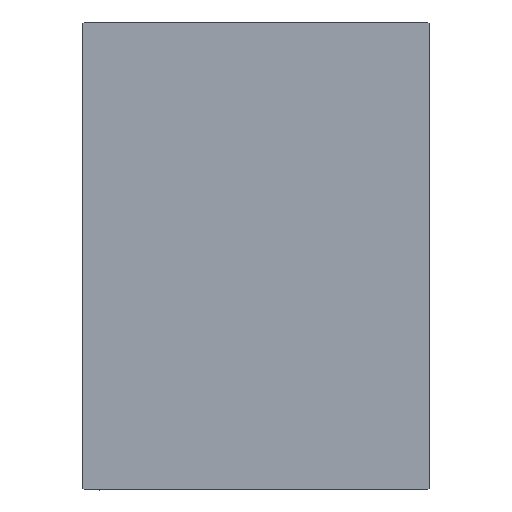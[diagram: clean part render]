
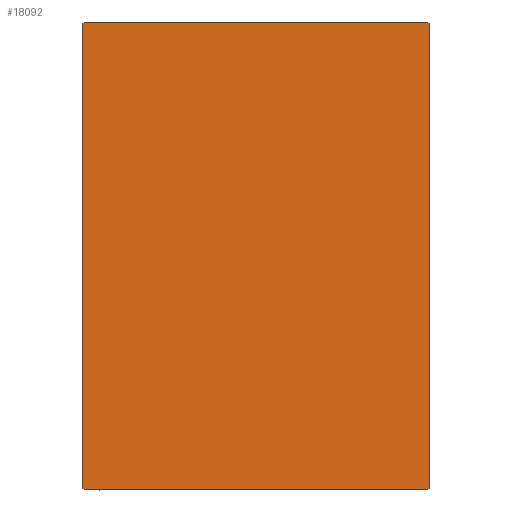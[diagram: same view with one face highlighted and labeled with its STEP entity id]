
A CAD part, left-side view. The second image highlights one B-rep face of the part: STEP entity #18092.
In plain terms, the highlighted face is planar.
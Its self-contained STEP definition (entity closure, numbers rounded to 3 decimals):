
#1322 = EDGE_CURVE ( 'NONE', #19561, #40591, #39762, .T. ) ;
#1705 = CARTESIAN_POINT ( 'NONE',  ( 88., -31.2, -42.5 ) ) ;
#2734 = CARTESIAN_POINT ( 'NONE',  ( 88., 0., 0. ) ) ;
#3056 = LINE ( 'NONE', #32888, #24964 ) ;
#3539 = VERTEX_POINT ( 'NONE', #12381 ) ;
#3953 = VECTOR ( 'NONE', #9344, 1000. ) ;
#4114 = CARTESIAN_POINT ( 'NONE',  ( 88., 31.2, 42.5 ) ) ;
#4645 = VERTEX_POINT ( 'NONE', #34824 ) ;
#6432 = VERTEX_POINT ( 'NONE', #37993 ) ;
#6604 = VERTEX_POINT ( 'NONE', #18163 ) ;
#8069 = CARTESIAN_POINT ( 'NONE',  ( 88., 36.85, -36.85 ) ) ;
#8633 = EDGE_LOOP ( 'NONE', ( #33779, #26462, #21517, #34810, #24415, #9573, #9635, #11505 ) ) ;
#8750 = CARTESIAN_POINT ( 'NONE',  ( 88., -31.5, 42.5 ) ) ;
#9121 = CARTESIAN_POINT ( 'NONE',  ( 88., 31.5, 42.5 ) ) ;
#9152 = VERTEX_POINT ( 'NONE', #16398 ) ;
#9344 = DIRECTION ( 'NONE',  ( 0., -1., 0. ) ) ;
#9573 = ORIENTED_EDGE ( 'NONE', *, *, #23513, .T. ) ;
#9635 = ORIENTED_EDGE ( 'NONE', *, *, #19839, .T. ) ;
#11505 = ORIENTED_EDGE ( 'NONE', *, *, #1322, .T. ) ;
#12351 = EDGE_CURVE ( 'NONE', #6432, #4645, #27558, .T. ) ;
#12381 = CARTESIAN_POINT ( 'NONE',  ( 88., -31.5, 42.2 ) ) ;
#13150 = LINE ( 'NONE', #26011, #25859 ) ;
#13208 = DIRECTION ( 'NONE',  ( 0., 0.707, -0.707 ) ) ;
#13487 = DIRECTION ( 'NONE',  ( 0., -0.707, 0.707 ) ) ;
#15594 = EDGE_CURVE ( 'NONE', #40426, #9152, #28942, .T. ) ;
#15859 = VECTOR ( 'NONE', #25522, 1000. ) ;
#16370 = LINE ( 'NONE', #29450, #19426 ) ;
#16398 = CARTESIAN_POINT ( 'NONE',  ( 88., -31.2, 42.5 ) ) ;
#18092 = ADVANCED_FACE ( 'NONE', ( #39513 ), #20345, .T. ) ;
#18163 = CARTESIAN_POINT ( 'NONE',  ( 88., 31.2, -42.5 ) ) ;
#19426 = VECTOR ( 'NONE', #22688, 1000. ) ;
#19561 = VERTEX_POINT ( 'NONE', #42469 ) ;
#19839 = EDGE_CURVE ( 'NONE', #3539, #19561, #25314, .T. ) ;
#20345 = PLANE ( 'NONE',  #32533 ) ;
#21291 = EDGE_CURVE ( 'NONE', #4645, #40426, #3056, .T. ) ;
#21517 = ORIENTED_EDGE ( 'NONE', *, *, #12351, .T. ) ;
#21763 = VECTOR ( 'NONE', #24511, 1000. ) ;
#22688 = DIRECTION ( 'NONE',  ( 0., -0.707, -0.707 ) ) ;
#23513 = EDGE_CURVE ( 'NONE', #9152, #3539, #16370, .T. ) ;
#24415 = ORIENTED_EDGE ( 'NONE', *, *, #15594, .T. ) ;
#24511 = DIRECTION ( 'NONE',  ( 0., 0., 1. ) ) ;
#24964 = VECTOR ( 'NONE', #13487, 1000. ) ;
#25038 = DIRECTION ( 'NONE',  ( 0., 0.707, 0.707 ) ) ;
#25314 = LINE ( 'NONE', #8750, #15859 ) ;
#25522 = DIRECTION ( 'NONE',  ( 0., 0., -1. ) ) ;
#25859 = VECTOR ( 'NONE', #32540, 1000. ) ;
#26011 = CARTESIAN_POINT ( 'NONE',  ( 88., -31.5, -42.5 ) ) ;
#26462 = ORIENTED_EDGE ( 'NONE', *, *, #39377, .T. ) ;
#27558 = LINE ( 'NONE', #37344, #21763 ) ;
#28047 = VECTOR ( 'NONE', #25038, 1000. ) ;
#28942 = LINE ( 'NONE', #9121, #3953 ) ;
#29298 = DIRECTION ( 'NONE',  ( 1., 0., 0. ) ) ;
#29321 = EDGE_CURVE ( 'NONE', #40591, #6604, #13150, .T. ) ;
#29450 = CARTESIAN_POINT ( 'NONE',  ( 88., -36.85, 36.85 ) ) ;
#32533 = AXIS2_PLACEMENT_3D ( 'NONE', #2734, #29298, #42569 ) ;
#32540 = DIRECTION ( 'NONE',  ( 0., 1., 0. ) ) ;
#32888 = CARTESIAN_POINT ( 'NONE',  ( 88., 36.85, 36.85 ) ) ;
#33779 = ORIENTED_EDGE ( 'NONE', *, *, #29321, .T. ) ;
#34810 = ORIENTED_EDGE ( 'NONE', *, *, #21291, .T. ) ;
#34824 = CARTESIAN_POINT ( 'NONE',  ( 88., 31.5, 42.2 ) ) ;
#37344 = CARTESIAN_POINT ( 'NONE',  ( 88., 31.5, -42.5 ) ) ;
#37610 = VECTOR ( 'NONE', #13208, 1000. ) ;
#37890 = LINE ( 'NONE', #8069, #28047 ) ;
#37993 = CARTESIAN_POINT ( 'NONE',  ( 88., 31.5, -42.2 ) ) ;
#39377 = EDGE_CURVE ( 'NONE', #6604, #6432, #37890, .T. ) ;
#39513 = FACE_OUTER_BOUND ( 'NONE', #8633, .T. ) ;
#39762 = LINE ( 'NONE', #40181, #37610 ) ;
#40181 = CARTESIAN_POINT ( 'NONE',  ( 88., -36.85, -36.85 ) ) ;
#40426 = VERTEX_POINT ( 'NONE', #4114 ) ;
#40591 = VERTEX_POINT ( 'NONE', #1705 ) ;
#42469 = CARTESIAN_POINT ( 'NONE',  ( 88., -31.5, -42.2 ) ) ;
#42569 = DIRECTION ( 'NONE',  ( 0., 0., -1. ) ) ;
